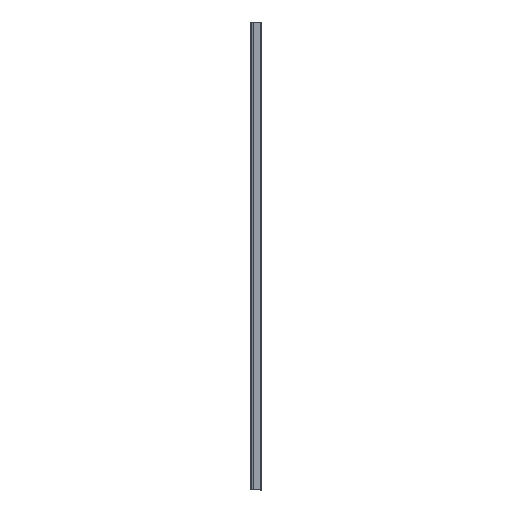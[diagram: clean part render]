
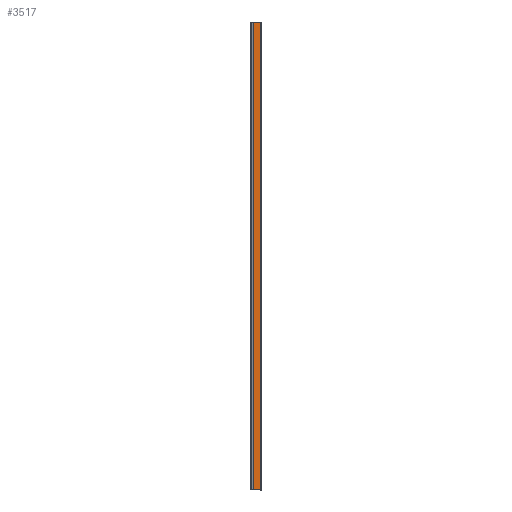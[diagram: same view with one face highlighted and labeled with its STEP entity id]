
A CAD part, left-side view. The second image highlights one B-rep face of the part: STEP entity #3517.
In plain terms, the highlighted face is planar.
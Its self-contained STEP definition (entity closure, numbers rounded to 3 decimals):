
#430 = VECTOR ( 'NONE', #35507, 1000. ) ;
#1730 = DIRECTION ( 'NONE',  ( -1., 0., 0. ) ) ;
#2325 = EDGE_CURVE ( 'NONE', #34439, #14481, #16404, .T. ) ;
#2793 = EDGE_LOOP ( 'NONE', ( #22072, #11918, #21724, #3020 ) ) ;
#3020 = ORIENTED_EDGE ( 'NONE', *, *, #2325, .T. ) ;
#3517 = ADVANCED_FACE ( 'NONE', ( #18870 ), #9955, .F. ) ;
#4369 = CARTESIAN_POINT ( 'NONE',  ( 1500., 11.231, 56.5 ) ) ;
#4652 = EDGE_CURVE ( 'NONE', #14481, #21891, #37827, .T. ) ;
#6528 = VECTOR ( 'NONE', #1730, 1000. ) ;
#9955 = PLANE ( 'NONE',  #12314 ) ;
#11918 = ORIENTED_EDGE ( 'NONE', *, *, #37223, .F. ) ;
#11947 = CARTESIAN_POINT ( 'NONE',  ( 1500., 5.244, 56.5 ) ) ;
#12314 = AXIS2_PLACEMENT_3D ( 'NONE', #4369, #27956, #18690 ) ;
#13086 = CARTESIAN_POINT ( 'NONE',  ( 1500., 5.244, 56.5 ) ) ;
#13110 = VECTOR ( 'NONE', #32620, 1000. ) ;
#14178 = VECTOR ( 'NONE', #36004, 1000. ) ;
#14481 = VERTEX_POINT ( 'NONE', #16412 ) ;
#14685 = CARTESIAN_POINT ( 'NONE',  ( -1500., 11.231, 56.5 ) ) ;
#15018 = EDGE_CURVE ( 'NONE', #34439, #24600, #32355, .T. ) ;
#16404 = LINE ( 'NONE', #25861, #6528 ) ;
#16412 = CARTESIAN_POINT ( 'NONE',  ( -1500., 51.739, 56.5 ) ) ;
#18690 = DIRECTION ( 'NONE',  ( -1., 0., 0. ) ) ;
#18870 = FACE_OUTER_BOUND ( 'NONE', #2793, .T. ) ;
#21724 = ORIENTED_EDGE ( 'NONE', *, *, #15018, .F. ) ;
#21891 = VERTEX_POINT ( 'NONE', #28452 ) ;
#22072 = ORIENTED_EDGE ( 'NONE', *, *, #4652, .T. ) ;
#24600 = VERTEX_POINT ( 'NONE', #13086 ) ;
#25861 = CARTESIAN_POINT ( 'NONE',  ( 1500., 51.739, 56.5 ) ) ;
#27956 = DIRECTION ( 'NONE',  ( 0., 0., -1. ) ) ;
#28452 = CARTESIAN_POINT ( 'NONE',  ( -1500., 5.244, 56.5 ) ) ;
#31867 = LINE ( 'NONE', #11947, #430 ) ;
#32355 = LINE ( 'NONE', #35243, #14178 ) ;
#32620 = DIRECTION ( 'NONE',  ( 0., -1., 0. ) ) ;
#33475 = CARTESIAN_POINT ( 'NONE',  ( 1500., 51.739, 56.5 ) ) ;
#34439 = VERTEX_POINT ( 'NONE', #33475 ) ;
#35243 = CARTESIAN_POINT ( 'NONE',  ( 1500., 51.739, 56.5 ) ) ;
#35507 = DIRECTION ( 'NONE',  ( -1., 0., 0. ) ) ;
#36004 = DIRECTION ( 'NONE',  ( 0., -1., 0. ) ) ;
#37223 = EDGE_CURVE ( 'NONE', #24600, #21891, #31867, .T. ) ;
#37827 = LINE ( 'NONE', #14685, #13110 ) ;
